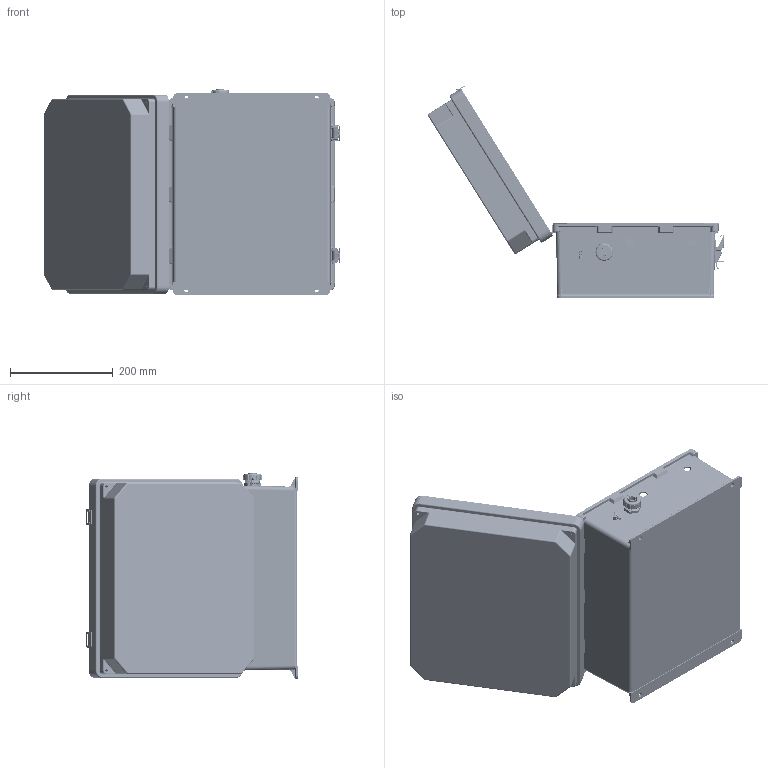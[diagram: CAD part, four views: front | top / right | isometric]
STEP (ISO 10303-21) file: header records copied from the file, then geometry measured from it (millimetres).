
FILE_DESCRIPTION (( 'STEP AP214' ), '1' );
FILE_NAME ('NB141207-1H0S_3D.step', '2025-10-28T17:10:57', ( '' ), ( '' ), 'SwSTEP 2.0', 'SolidWorks 2025', '' );
FILE_SCHEMA (( 'AUTOMOTIVE_DESIGN' ));
Length unit declared in the file: inch
Products named in the file (26): HYP295; XFN-0013; NB141207-1H0S_3D; XFN-0021; XFW-0004; NB141207-Hinge; NB141207-Lid-2; XMH-0007; XMH-0010; NB141207-DoorClasp-1; NB141207-DoorClasp-2; 10-32 NEMA PLATE SCREW; XC-0003; XFN-0003; XFW-0002; XFS-0026; XFS-0017; XCT-0005; XF451-01; XCTB-0002; XCT-0010; XCT-0011; XHIC-HTR110; NB141207-Box; XF797-02; NEMA GroundWire-2
Assembly tree (51 placements, depth 2):
  NB141207-1H0S_3D
    NB141207-Box
    NB141207-Hinge  x2
    NB141207-Lid-2
    NB141207-DoorClasp-1  x2
    NB141207-DoorClasp-2  x2
    XC-0003
    XFS-0026
    XCT-0005
    XFN-0003  x2
    XFW-0002
    XF451-01
    XCT-0010
    XCT-0011
    XCTB-0002
    XFN-0013  x2
    XMH-0010  x2
    10-32 NEMA PLATE SCREW  x4
    XFS-0017  x11
    XF797-02
    XMH-0007  x4
    NEMA GroundWire-2
    XHIC-HTR110
    XFW-0004  x2
    XFN-0021  x4
    HYP295
Bounding box: 578.07 x 413.05 x 402.37 mm (x, y, z)
Volume: 2567817.4 mm3; surface area: 1440458.6 mm2
Topology: 58 solids, 59 shells, 5706 faces, 13831 edges, 8315 vertices
Faces by surface type: plane 1895, cone 1749, cylinder 1442, torus 414, bspline 182, sphere 24
Entity records: 112174 total; most frequent: CARTESIAN_POINT 27234, DIRECTION 17935, ORIENTED_EDGE 17496, EDGE_CURVE 8748, AXIS2_PLACEMENT_3D 6650, VERTEX_POINT 5393, LINE 4635, VECTOR 4635
